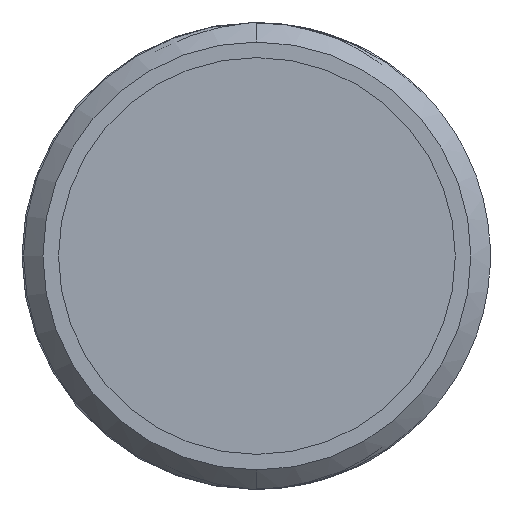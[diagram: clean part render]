
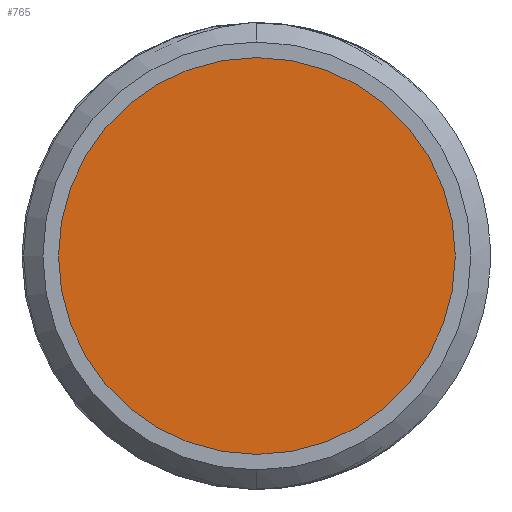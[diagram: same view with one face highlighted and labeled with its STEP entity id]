
A CAD part, front view. The second image highlights one B-rep face of the part: STEP entity #765.
In plain terms, the highlighted planar face has unit normal (0, -1, 0).
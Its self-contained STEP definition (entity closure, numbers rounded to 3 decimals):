
#765=ADVANCED_FACE('',(#1442),#1443,.F.);
#1442=FACE_OUTER_BOUND('',#3978,.T.);
#1443=PLANE('',#3979);
#3978=EDGE_LOOP('',(#5608,#5609));
#3979=AXIS2_PLACEMENT_3D('',#5610,#5611,#5612);
#5608=ORIENTED_EDGE('',*,*,#6259,.F.);
#5609=ORIENTED_EDGE('',*,*,#6256,.F.);
#5610=CARTESIAN_POINT('',(0.0,-0.01,0.0));
#5611=DIRECTION('',(-0.0,1.0,0.0));
#5612=DIRECTION('',(1.0,0.0,0.0));
#6256=EDGE_CURVE('',#7142,#7144,#7145,.T.);
#6259=EDGE_CURVE('',#7144,#7142,#7148,.T.);
#7142=VERTEX_POINT('',#11129);
#7144=VERTEX_POINT('',#11132);
#7145=CIRCLE('',#11133,7.65);
#7148=CIRCLE('',#11137,7.65);
#11129=CARTESIAN_POINT('',(-7.65,-0.01,0.0));
#11132=CARTESIAN_POINT('',(7.65,-0.01,0.0));
#11133=AXIS2_PLACEMENT_3D('',#11686,#11687,#11688);
#11137=AXIS2_PLACEMENT_3D('',#11690,#11691,#11692);
#11686=CARTESIAN_POINT('',(0.0,-0.01,0.0));
#11687=DIRECTION('',(0.0,1.0,0.0));
#11688=DIRECTION('',(-1.0,0.0,0.0));
#11690=CARTESIAN_POINT('',(0.0,-0.01,0.0));
#11691=DIRECTION('',(-0.0,1.0,0.0));
#11692=DIRECTION('',(1.0,0.0,0.0));
